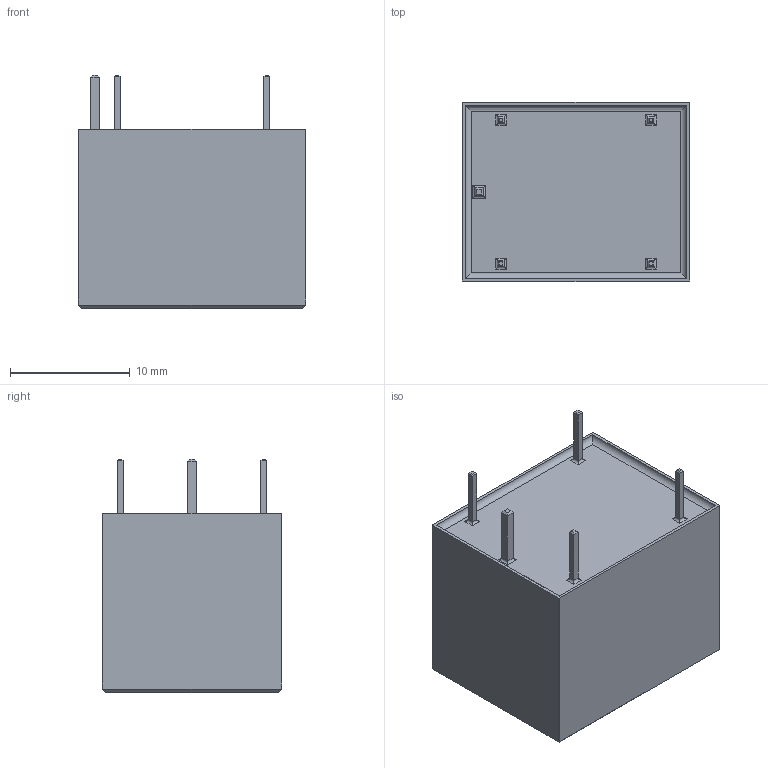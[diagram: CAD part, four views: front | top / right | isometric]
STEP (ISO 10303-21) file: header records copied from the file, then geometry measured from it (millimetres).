
FILE_DESCRIPTION(/* description */ (''),/* implementation_level */ '2;1');
FILE_NAME(/* name */ 'relay srd05vdc-sl-c.step',/* time_stamp */ '2020-05-29T16:17:12+06:00',/* author */ (''),/* organization */ (''),/* preprocessor_version */ 'ST-DEVELOPER v18.1',/* originating_system */ 'Autodesk Translation Framework v9.3.0.1241',/* authorisation */ '');
FILE_SCHEMA (('AUTOMOTIVE_DESIGN { 1 0 10303 214 3 1 1 }'));
Products named in the file (1): (Unsaved)
Bounding box: 19 x 15 x 19.51 mm (x, y, z)
Volume: 4147.7 mm3; surface area: 1653.2 mm2
Topology: 1 solids, 1 shells, 735 faces, 1910 edges, 1260 vertices
Faces by surface type: plane 410, bspline 295, cylinder 30
Full cylindrical faces by diameter (mm): 2 x2
Entity records: 40290 total; most frequent: CARTESIAN_POINT 23481, ORIENTED_EDGE 3820, DIRECTION 2242, EDGE_CURVE 1910, LINE 1280, VECTOR 1280, VERTEX_POINT 1260, EDGE_LOOP 818
